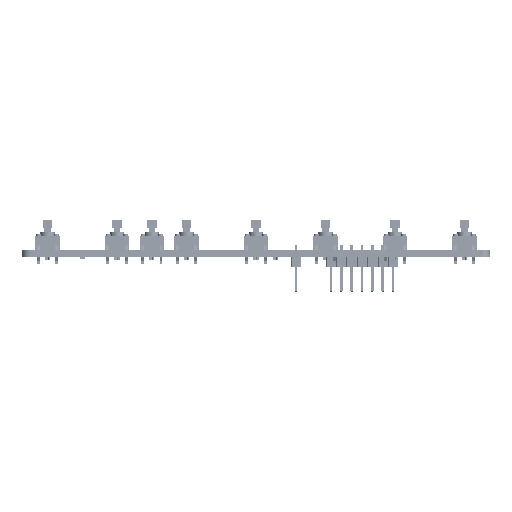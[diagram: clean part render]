
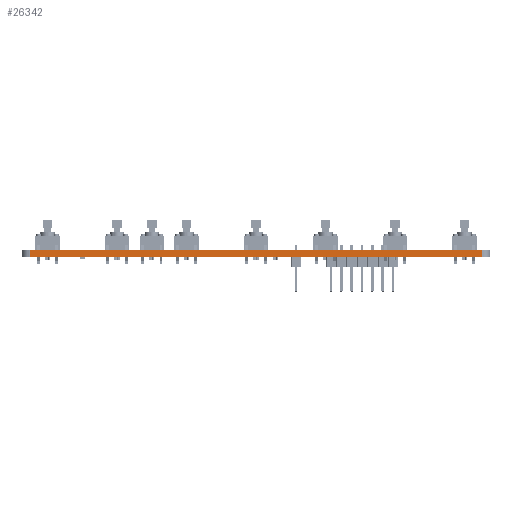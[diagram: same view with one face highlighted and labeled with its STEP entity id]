
A CAD part, front view. The second image highlights one B-rep face of the part: STEP entity #26342.
In plain terms, the highlighted planar face has unit normal (0, -1, 0).
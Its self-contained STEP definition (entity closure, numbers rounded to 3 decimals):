
#21038 = VERTEX_POINT('',#21039);
#21039 = CARTESIAN_POINT('',(39.65,-174.775,0.));
#21046 = EDGE_CURVE('',#21047,#21038,#21049,.T.);
#21047 = VERTEX_POINT('',#21048);
#21048 = CARTESIAN_POINT('',(150.15,-174.775,0.));
#21049 = LINE('',#21050,#21051);
#21050 = CARTESIAN_POINT('',(150.15,-174.775,0.));
#21051 = VECTOR('',#21052,1.);
#21052 = DIRECTION('',(-1.,0.,0.));
#23625 = VERTEX_POINT('',#23626);
#23626 = CARTESIAN_POINT('',(39.65,-174.775,1.6));
#23633 = EDGE_CURVE('',#23634,#23625,#23636,.T.);
#23634 = VERTEX_POINT('',#23635);
#23635 = CARTESIAN_POINT('',(150.15,-174.775,1.6));
#23636 = LINE('',#23637,#23638);
#23637 = CARTESIAN_POINT('',(150.15,-174.775,1.6));
#23638 = VECTOR('',#23639,1.);
#23639 = DIRECTION('',(-1.,0.,0.));
#26312 = EDGE_CURVE('',#21038,#23625,#26313,.T.);
#26313 = LINE('',#26314,#26315);
#26314 = CARTESIAN_POINT('',(39.65,-174.775,0.));
#26315 = VECTOR('',#26316,1.);
#26316 = DIRECTION('',(0.,0.,1.));
#26342 = ADVANCED_FACE('',(#26343),#26354,.T.);
#26343 = FACE_BOUND('',#26344,.T.);
#26344 = EDGE_LOOP('',(#26345,#26351,#26352,#26353));
#26345 = ORIENTED_EDGE('',*,*,#26346,.T.);
#26346 = EDGE_CURVE('',#21047,#23634,#26347,.T.);
#26347 = LINE('',#26348,#26349);
#26348 = CARTESIAN_POINT('',(150.15,-174.775,0.));
#26349 = VECTOR('',#26350,1.);
#26350 = DIRECTION('',(0.,0.,1.));
#26351 = ORIENTED_EDGE('',*,*,#23633,.T.);
#26352 = ORIENTED_EDGE('',*,*,#26312,.F.);
#26353 = ORIENTED_EDGE('',*,*,#21046,.F.);
#26354 = PLANE('',#26355);
#26355 = AXIS2_PLACEMENT_3D('',#26356,#26357,#26358);
#26356 = CARTESIAN_POINT('',(150.15,-174.775,0.));
#26357 = DIRECTION('',(0.,-1.,0.));
#26358 = DIRECTION('',(-1.,0.,0.));
